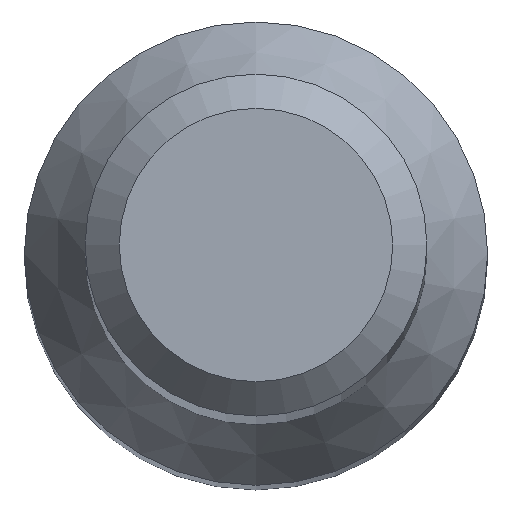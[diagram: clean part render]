
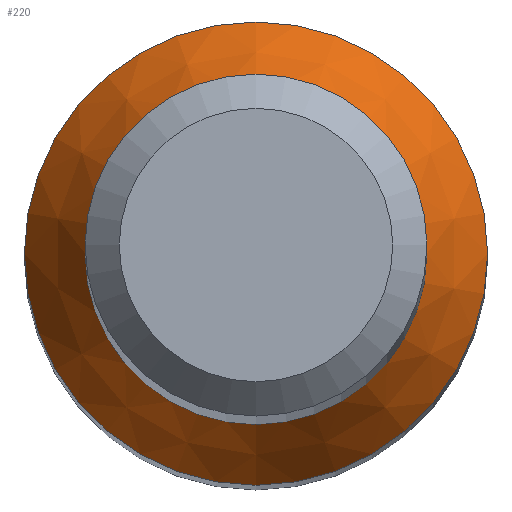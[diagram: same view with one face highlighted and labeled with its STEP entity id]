
A CAD part, top view. The second image highlights one B-rep face of the part: STEP entity #220.
In plain terms, the highlighted conical face has half-angle 30 degrees and reference radius 1.25 mm.
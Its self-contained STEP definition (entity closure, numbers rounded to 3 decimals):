
#26 = EDGE_CURVE ( 'NONE', #211, #211, #100, .T. ) ;
#40 = DIRECTION ( 'NONE',  ( 0., 1., 0. ) ) ;
#42 = VERTEX_POINT ( 'NONE', #103 ) ;
#64 = DIRECTION ( 'NONE',  ( 0., 1., 0. ) ) ;
#67 = AXIS2_PLACEMENT_3D ( 'NONE', #224, #111, #77 ) ;
#77 = DIRECTION ( 'NONE',  ( 0., 1., 0. ) ) ;
#82 = DIRECTION ( 'NONE',  ( 0., 0., -1. ) ) ;
#89 = DIRECTION ( 'NONE',  ( 0., 0., -1. ) ) ;
#92 = FACE_OUTER_BOUND ( 'NONE', #165, .T. ) ;
#93 = AXIS2_PLACEMENT_3D ( 'NONE', #139, #89, #40 ) ;
#100 = CIRCLE ( 'NONE', #93, 1.694 ) ;
#103 = CARTESIAN_POINT ( 'NONE',  ( 0., 1.25, 20.769 ) ) ;
#111 = DIRECTION ( 'NONE',  ( 0., 0., -1. ) ) ;
#122 = CIRCLE ( 'NONE', #67, 1.25 ) ;
#124 = CONICAL_SURFACE ( 'NONE', #218, 1.25, 0.524 ) ;
#139 = CARTESIAN_POINT ( 'NONE',  ( 0., 0., 20. ) ) ;
#165 = EDGE_LOOP ( 'NONE', ( #230 ) ) ;
#168 = FACE_BOUND ( 'NONE', #205, .T. ) ;
#192 = EDGE_CURVE ( 'NONE', #42, #42, #122, .T. ) ;
#194 = CARTESIAN_POINT ( 'NONE',  ( 0., 1.694, 20. ) ) ;
#205 = EDGE_LOOP ( 'NONE', ( #239 ) ) ;
#211 = VERTEX_POINT ( 'NONE', #194 ) ;
#218 = AXIS2_PLACEMENT_3D ( 'NONE', #234, #82, #64 ) ;
#220 = ADVANCED_FACE ( 'NONE', ( #92, #168 ), #124, .T. ) ;
#224 = CARTESIAN_POINT ( 'NONE',  ( 0., 0., 20.769 ) ) ;
#230 = ORIENTED_EDGE ( 'NONE', *, *, #26, .F. ) ;
#234 = CARTESIAN_POINT ( 'NONE',  ( 0., 0., 20.769 ) ) ;
#239 = ORIENTED_EDGE ( 'NONE', *, *, #192, .T. ) ;
